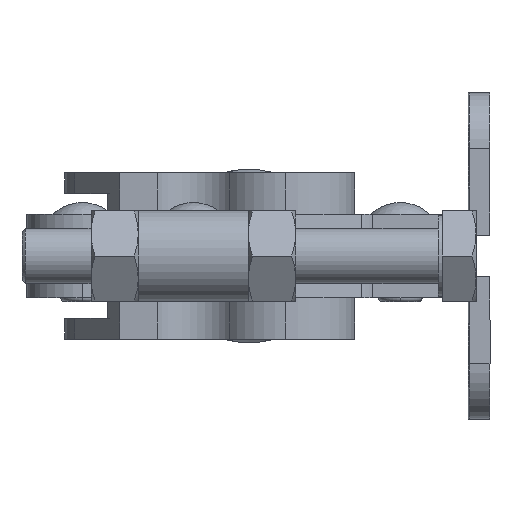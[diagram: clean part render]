
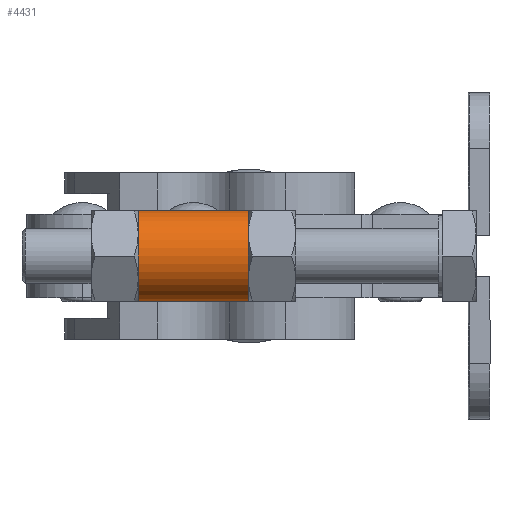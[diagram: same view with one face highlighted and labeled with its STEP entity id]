
A CAD part, left-side view. The second image highlights one B-rep face of the part: STEP entity #4431.
In plain terms, the highlighted cylindrical face has radius 6.55 mm (diameter 13.1 mm), a partial arc.
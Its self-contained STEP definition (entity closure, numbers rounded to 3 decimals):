
#462 = VERTEX_POINT ( 'NONE', #4400 ) ;
#519 = EDGE_CURVE ( 'NONE', #2049, #462, #2447, .T. ) ;
#1331 = FACE_OUTER_BOUND ( 'NONE', #2184, .T. ) ;
#2049 = VERTEX_POINT ( 'NONE', #5173 ) ;
#2135 = ORIENTED_EDGE ( 'NONE', *, *, #7120, .F. ) ;
#2184 = EDGE_LOOP ( 'NONE', ( #8907, #2135, #9843, #7544 ) ) ;
#2447 = CIRCLE ( 'NONE', #9061, 6.55 ) ;
#2700 = CARTESIAN_POINT ( 'NONE',  ( -146.21, 34.8, 0. ) ) ;
#2722 = DIRECTION ( 'NONE',  ( 0., 1., 0. ) ) ;
#2756 = DIRECTION ( 'NONE',  ( 1., 0., 0. ) ) ;
#3431 = AXIS2_PLACEMENT_3D ( 'NONE', #11423, #5586, #12422 ) ;
#3810 = DIRECTION ( 'NONE',  ( 0., 0., -1. ) ) ;
#3949 = CARTESIAN_POINT ( 'NONE',  ( -146.21, 50.7, 6.55 ) ) ;
#4396 = DIRECTION ( 'NONE',  ( 0., -1., 0. ) ) ;
#4400 = CARTESIAN_POINT ( 'NONE',  ( -146.21, 34.8, 6.55 ) ) ;
#4431 = ADVANCED_FACE ( 'NONE', ( #1331 ), #5212, .T. ) ;
#5032 = EDGE_CURVE ( 'NONE', #11533, #462, #8521, .T. ) ;
#5173 = CARTESIAN_POINT ( 'NONE',  ( -146.21, 34.8, -6.55 ) ) ;
#5212 = CYLINDRICAL_SURFACE ( 'NONE', #11587, 6.55 ) ;
#5366 = CARTESIAN_POINT ( 'NONE',  ( -146.21, 50.7, 6.55 ) ) ;
#5586 = DIRECTION ( 'NONE',  ( 0., 1., 0. ) ) ;
#5631 = VECTOR ( 'NONE', #10711, 1000. ) ;
#5995 = CARTESIAN_POINT ( 'NONE',  ( -146.21, 50.7, -6.55 ) ) ;
#7120 = EDGE_CURVE ( 'NONE', #11861, #11533, #8456, .T. ) ;
#7544 = ORIENTED_EDGE ( 'NONE', *, *, #519, .T. ) ;
#8456 = CIRCLE ( 'NONE', #3431, 6.55 ) ;
#8521 = LINE ( 'NONE', #3949, #5631 ) ;
#8805 = VECTOR ( 'NONE', #4396, 1000. ) ;
#8907 = ORIENTED_EDGE ( 'NONE', *, *, #5032, .F. ) ;
#9061 = AXIS2_PLACEMENT_3D ( 'NONE', #2700, #2722, #2756 ) ;
#9843 = ORIENTED_EDGE ( 'NONE', *, *, #10243, .T. ) ;
#10243 = EDGE_CURVE ( 'NONE', #11861, #2049, #11430, .T. ) ;
#10711 = DIRECTION ( 'NONE',  ( 0., -1., 0. ) ) ;
#11423 = CARTESIAN_POINT ( 'NONE',  ( -146.21, 50.7, 0. ) ) ;
#11430 = LINE ( 'NONE', #12111, #8805 ) ;
#11508 = CARTESIAN_POINT ( 'NONE',  ( -146.21, 50.7, 0. ) ) ;
#11533 = VERTEX_POINT ( 'NONE', #5366 ) ;
#11587 = AXIS2_PLACEMENT_3D ( 'NONE', #11508, #12502, #3810 ) ;
#11861 = VERTEX_POINT ( 'NONE', #5995 ) ;
#12111 = CARTESIAN_POINT ( 'NONE',  ( -146.21, 50.7, -6.55 ) ) ;
#12422 = DIRECTION ( 'NONE',  ( 1., 0., 0. ) ) ;
#12502 = DIRECTION ( 'NONE',  ( 0., -1., 0. ) ) ;
